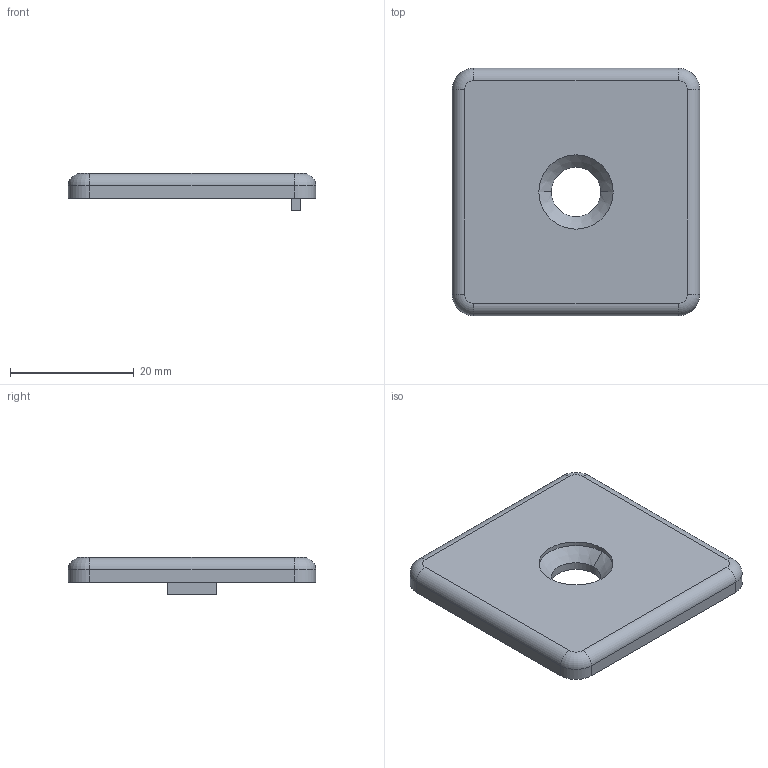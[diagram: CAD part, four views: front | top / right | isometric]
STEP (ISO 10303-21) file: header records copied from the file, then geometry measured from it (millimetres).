
FILE_DESCRIPTION (( 'STEP AP214' ), '1' );
FILE_NAME ('281005100_c_1.STEP', '2022-11-28T00:32:02', ( '' ), ( '' ), 'SwSTEP 2.0', 'SolidWorks 2020', '' );
FILE_SCHEMA (( 'AUTOMOTIVE_DESIGN' ));
Length unit declared in the file: millimetre
Products named in the file (1): 281005100_c_1
Bounding box: 40 x 40 x 6 mm (x, y, z)
Volume: 4025.9 mm3; surface area: 4150.7 mm2
Topology: 1 solids, 1 shells, 266 faces, 607 edges, 335 vertices
Faces by surface type: cylinder 103, bspline 66, plane 56, sphere 18, torus 16, cone 7
Entity records: 8741 total; most frequent: CARTESIAN_POINT 3448, ORIENTED_EDGE 1182, DIRECTION 1011, EDGE_CURVE 591, AXIS2_PLACEMENT_3D 386, VERTEX_POINT 335, EDGE_LOOP 276, ADVANCED_FACE 266
